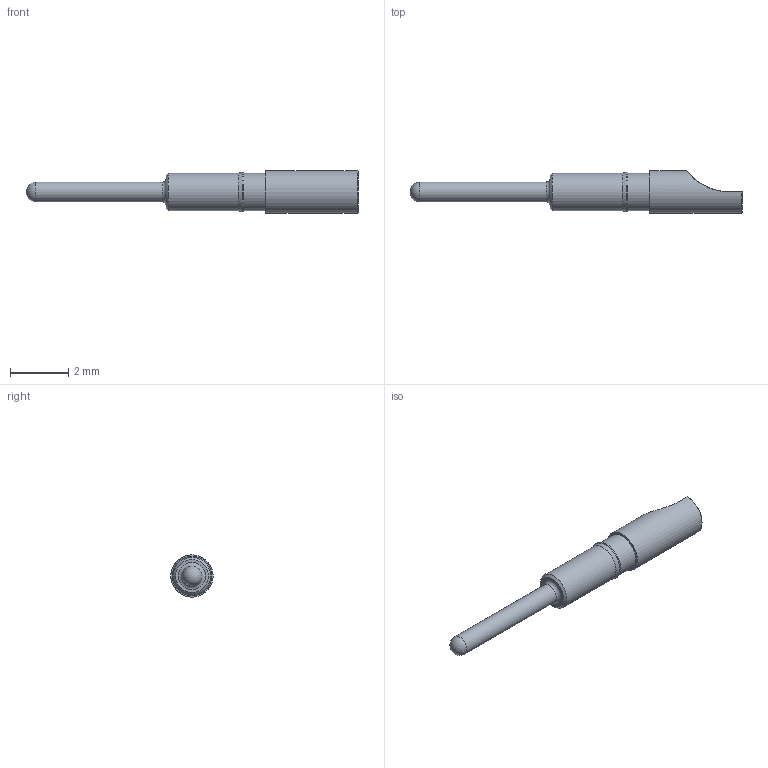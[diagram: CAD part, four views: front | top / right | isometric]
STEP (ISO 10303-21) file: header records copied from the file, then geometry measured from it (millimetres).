
FILE_DESCRIPTION (( 'STEP AP214' ), '1' );
FILE_NAME ('ICS70 B1 P2S6.STEP', '2013-07-26T10:30:11', ( 'Authorized User' ), ( '' ), 'SwSTEP 2.0', 'SolidWorks 2012', '' );
FILE_SCHEMA (( 'AUTOMOTIVE_DESIGN' ));
Length unit declared in the file: inch
Products named in the file (1): ICS70 B1 P2S6
Bounding box: 11.43 x 1.45 x 1.46 mm (x, y, z)
Volume: 8.8 mm3; surface area: 44.5 mm2
Topology: 1 solids, 1 shells, 20 faces, 47 edges, 29 vertices
Faces by surface type: cylinder 7, plane 6, cone 5, torus 1, sphere 1
Full cylindrical faces by diameter (mm): 0.688 x1, 0.993 x1, 1.29 x2, 1.366 x1, 1.455 x1
Entity records: 548 total; most frequent: CARTESIAN_POINT 121, DIRECTION 86, ORIENTED_EDGE 60, AXIS2_PLACEMENT_3D 37, EDGE_LOOP 32, EDGE_CURVE 30, FACE_OUTER_BOUND 27, VERTEX_POINT 24
